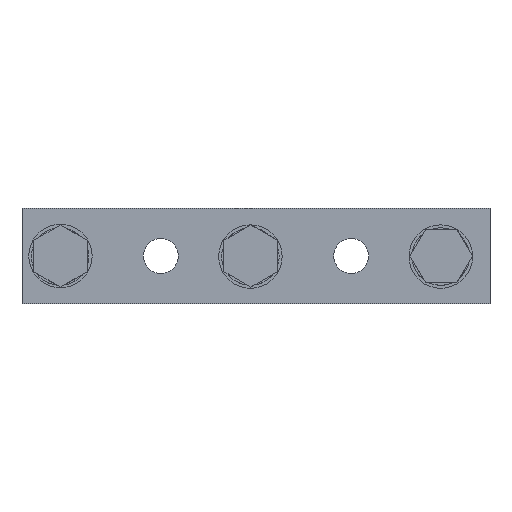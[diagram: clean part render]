
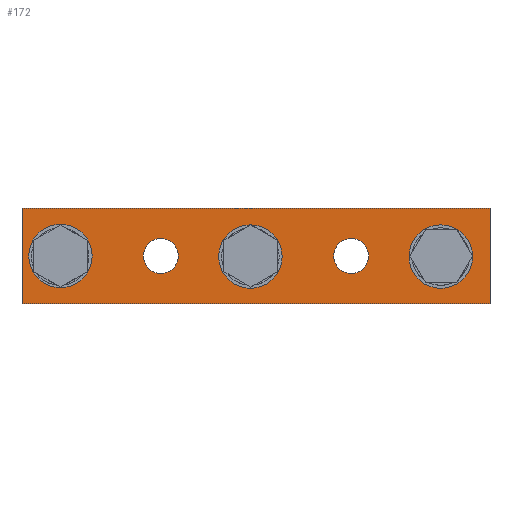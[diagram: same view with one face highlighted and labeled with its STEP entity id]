
A CAD part, front view. The second image highlights one B-rep face of the part: STEP entity #172.
In plain terms, the highlighted planar face has unit normal (0, -1, 0).
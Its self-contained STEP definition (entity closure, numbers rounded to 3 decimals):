
#172=ADVANCED_FACE('',(#754,#755,#756,#757,#758,#759),#293,.T.);
#293=PLANE('',#2027);
#386=LINE('',#2851,#570);
#387=LINE('',#2854,#571);
#388=LINE('',#2856,#572);
#389=LINE('',#2858,#573);
#570=VECTOR('',#2240,1.);
#571=VECTOR('',#2241,1.);
#572=VECTOR('',#2242,1.);
#573=VECTOR('',#2243,1.);
#754=FACE_BOUND('',#784,.T.);
#755=FACE_BOUND('',#785,.T.);
#756=FACE_BOUND('',#786,.T.);
#757=FACE_BOUND('',#787,.T.);
#758=FACE_BOUND('',#788,.T.);
#759=FACE_BOUND('',#789,.T.);
#784=EDGE_LOOP('',(#924,#925));
#785=EDGE_LOOP('',(#926,#927));
#786=EDGE_LOOP('',(#928,#929,#930,#931));
#787=EDGE_LOOP('',(#932,#933));
#788=EDGE_LOOP('',(#934,#935));
#789=EDGE_LOOP('',(#936,#937));
#924=ORIENTED_EDGE('',*,*,#1648,.F.);
#925=ORIENTED_EDGE('',*,*,#1649,.F.);
#926=ORIENTED_EDGE('',*,*,#1650,.F.);
#927=ORIENTED_EDGE('',*,*,#1651,.F.);
#928=ORIENTED_EDGE('',*,*,#1652,.F.);
#929=ORIENTED_EDGE('',*,*,#1653,.F.);
#930=ORIENTED_EDGE('',*,*,#1654,.T.);
#931=ORIENTED_EDGE('',*,*,#1655,.F.);
#932=ORIENTED_EDGE('',*,*,#1656,.F.);
#933=ORIENTED_EDGE('',*,*,#1657,.F.);
#934=ORIENTED_EDGE('',*,*,#1658,.F.);
#935=ORIENTED_EDGE('',*,*,#1659,.F.);
#936=ORIENTED_EDGE('',*,*,#1660,.F.);
#937=ORIENTED_EDGE('',*,*,#1661,.F.);
#1476=VERTEX_POINT('',#2844);
#1477=VERTEX_POINT('',#2845);
#1478=VERTEX_POINT('',#2848);
#1479=VERTEX_POINT('',#2849);
#1480=VERTEX_POINT('',#2852);
#1481=VERTEX_POINT('',#2853);
#1482=VERTEX_POINT('',#2855);
#1483=VERTEX_POINT('',#2857);
#1484=VERTEX_POINT('',#2860);
#1485=VERTEX_POINT('',#2861);
#1486=VERTEX_POINT('',#2864);
#1487=VERTEX_POINT('',#2865);
#1488=VERTEX_POINT('',#2868);
#1489=VERTEX_POINT('',#2869);
#1648=EDGE_CURVE('',#1476,#1477,#1924,.T.);
#1649=EDGE_CURVE('',#1477,#1476,#1925,.T.);
#1650=EDGE_CURVE('',#1478,#1479,#1926,.T.);
#1651=EDGE_CURVE('',#1479,#1478,#1927,.T.);
#1652=EDGE_CURVE('',#1480,#1481,#386,.T.);
#1653=EDGE_CURVE('',#1482,#1480,#387,.T.);
#1654=EDGE_CURVE('',#1482,#1483,#388,.T.);
#1655=EDGE_CURVE('',#1481,#1483,#389,.T.);
#1656=EDGE_CURVE('',#1484,#1485,#1928,.T.);
#1657=EDGE_CURVE('',#1485,#1484,#1929,.T.);
#1658=EDGE_CURVE('',#1486,#1487,#1930,.T.);
#1659=EDGE_CURVE('',#1487,#1486,#1931,.T.);
#1660=EDGE_CURVE('',#1488,#1489,#1932,.T.);
#1661=EDGE_CURVE('',#1489,#1488,#1933,.T.);
#1924=CIRCLE('',#2017,5.5);
#1925=CIRCLE('',#2018,5.5);
#1926=CIRCLE('',#2019,5.5);
#1927=CIRCLE('',#2020,5.5);
#1928=CIRCLE('',#2021,10.);
#1929=CIRCLE('',#2022,10.);
#1930=CIRCLE('',#2023,10.);
#1931=CIRCLE('',#2024,10.);
#1932=CIRCLE('',#2025,10.);
#1933=CIRCLE('',#2026,10.);
#2017=AXIS2_PLACEMENT_3D('',#2843,#2232,#2233);
#2018=AXIS2_PLACEMENT_3D('',#2846,#2234,#2235);
#2019=AXIS2_PLACEMENT_3D('',#2847,#2236,#2237);
#2020=AXIS2_PLACEMENT_3D('',#2850,#2238,#2239);
#2021=AXIS2_PLACEMENT_3D('',#2859,#2244,#2245);
#2022=AXIS2_PLACEMENT_3D('',#2862,#2246,#2247);
#2023=AXIS2_PLACEMENT_3D('',#2863,#2248,#2249);
#2024=AXIS2_PLACEMENT_3D('',#2866,#2250,#2251);
#2025=AXIS2_PLACEMENT_3D('',#2867,#2252,#2253);
#2026=AXIS2_PLACEMENT_3D('',#2870,#2254,#2255);
#2027=AXIS2_PLACEMENT_3D('',#2871,#2256,#2257);
#2232=DIRECTION('',(0.,-1.,0.));
#2233=DIRECTION('',(1.,0.,0.));
#2234=DIRECTION('',(0.,-1.,0.));
#2235=DIRECTION('',(1.,0.,0.));
#2236=DIRECTION('',(0.,-1.,0.));
#2237=DIRECTION('',(1.,0.,0.));
#2238=DIRECTION('',(0.,-1.,0.));
#2239=DIRECTION('',(1.,0.,0.));
#2240=DIRECTION('',(0.,0.,1.));
#2241=DIRECTION('',(-1.,0.,0.));
#2242=DIRECTION('',(0.,0.,1.));
#2243=DIRECTION('',(1.,0.,0.));
#2244=DIRECTION('',(0.,-1.,0.));
#2245=DIRECTION('',(0.,0.,-1.));
#2246=DIRECTION('',(0.,-1.,0.));
#2247=DIRECTION('',(0.,0.,-1.));
#2248=DIRECTION('',(0.,-1.,0.));
#2249=DIRECTION('',(0.,0.,-1.));
#2250=DIRECTION('',(0.,-1.,0.));
#2251=DIRECTION('',(0.,0.,-1.));
#2252=DIRECTION('',(0.,-1.,0.));
#2253=DIRECTION('',(0.,0.,-1.));
#2254=DIRECTION('',(0.,-1.,0.));
#2255=DIRECTION('',(0.,0.,-1.));
#2256=DIRECTION('',(0.,-1.,0.));
#2257=DIRECTION('',(1.,0.,0.));
#2843=CARTESIAN_POINT('',(103.75,10.6,15.));
#2844=CARTESIAN_POINT('',(98.25,10.6,15.));
#2845=CARTESIAN_POINT('',(109.25,10.6,15.));
#2846=CARTESIAN_POINT('',(103.75,10.6,15.));
#2847=CARTESIAN_POINT('',(43.75,10.6,15.));
#2848=CARTESIAN_POINT('',(38.25,10.6,15.));
#2849=CARTESIAN_POINT('',(49.25,10.6,15.));
#2850=CARTESIAN_POINT('',(43.75,10.6,15.));
#2851=CARTESIAN_POINT('',(0.,10.6,-33.087));
#2852=CARTESIAN_POINT('',(0.,10.6,0.));
#2853=CARTESIAN_POINT('',(0.,10.6,30.));
#2854=CARTESIAN_POINT('',(152.25,10.6,0.));
#2855=CARTESIAN_POINT('',(147.5,10.6,0.));
#2856=CARTESIAN_POINT('',(147.5,10.6,-33.087));
#2857=CARTESIAN_POINT('',(147.5,10.6,30.));
#2858=CARTESIAN_POINT('',(152.25,10.6,30.));
#2859=CARTESIAN_POINT('',(12.122,10.6,15.004));
#2860=CARTESIAN_POINT('',(12.122,10.6,25.004));
#2861=CARTESIAN_POINT('',(12.122,10.6,5.004));
#2862=CARTESIAN_POINT('',(12.122,10.6,15.004));
#2863=CARTESIAN_POINT('',(71.982,10.6,14.823));
#2864=CARTESIAN_POINT('',(71.982,10.6,24.823));
#2865=CARTESIAN_POINT('',(71.982,10.6,4.823));
#2866=CARTESIAN_POINT('',(71.982,10.6,14.823));
#2867=CARTESIAN_POINT('',(131.982,10.6,14.823));
#2868=CARTESIAN_POINT('',(131.982,10.6,24.823));
#2869=CARTESIAN_POINT('',(131.982,10.6,4.823));
#2870=CARTESIAN_POINT('',(131.982,10.6,14.823));
#2871=CARTESIAN_POINT('',(73.75,10.6,4.75));
